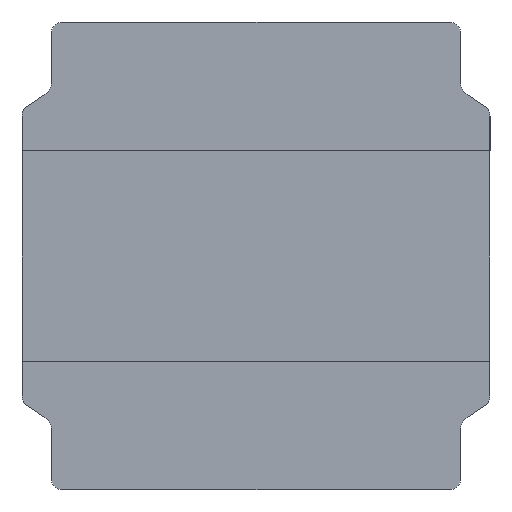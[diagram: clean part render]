
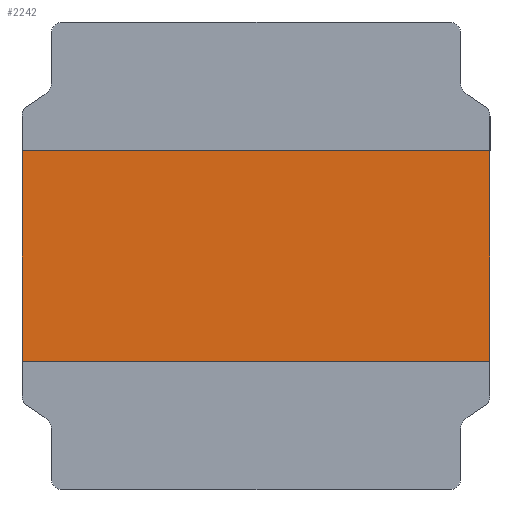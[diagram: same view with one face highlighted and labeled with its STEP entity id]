
A CAD part, front view. The second image highlights one B-rep face of the part: STEP entity #2242.
In plain terms, the highlighted planar face has unit normal (0, -1, 0).
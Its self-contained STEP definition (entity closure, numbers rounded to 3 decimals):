
#41 = CARTESIAN_POINT ( 'NONE',  ( -3.759, 0.1, -0.9 ) ) ;
#223 = LINE ( 'NONE', #361, #3592 ) ;
#361 = CARTESIAN_POINT ( 'NONE',  ( -3.759, 0.1, 0.9 ) ) ;
#479 = DIRECTION ( 'NONE',  ( 1., 0., 0. ) ) ;
#489 = CARTESIAN_POINT ( 'NONE',  ( -2., 0.1, -0.9 ) ) ;
#628 = CARTESIAN_POINT ( 'NONE',  ( 2., 0.1, -0.9 ) ) ;
#674 = DIRECTION ( 'NONE',  ( 0., -1., 0. ) ) ;
#793 = CARTESIAN_POINT ( 'NONE',  ( 2., 0.1, -1.25 ) ) ;
#796 = ORIENTED_EDGE ( 'NONE', *, *, #1426, .T. ) ;
#1262 = VERTEX_POINT ( 'NONE', #2432 ) ;
#1426 = EDGE_CURVE ( 'NONE', #1262, #1839, #1700, .T. ) ;
#1699 = EDGE_CURVE ( 'NONE', #4397, #1262, #223, .T. ) ;
#1700 = LINE ( 'NONE', #2518, #2060 ) ;
#1839 = VERTEX_POINT ( 'NONE', #489 ) ;
#2060 = VECTOR ( 'NONE', #2540, 1000. ) ;
#2143 = EDGE_LOOP ( 'NONE', ( #796, #2520, #4973, #5384 ) ) ;
#2206 = VERTEX_POINT ( 'NONE', #628 ) ;
#2242 = ADVANCED_FACE ( 'NONE', ( #3446 ), #3356, .T. ) ;
#2432 = CARTESIAN_POINT ( 'NONE',  ( -2., 0.1, 0.9 ) ) ;
#2518 = CARTESIAN_POINT ( 'NONE',  ( -2., 0.1, 1.25 ) ) ;
#2520 = ORIENTED_EDGE ( 'NONE', *, *, #3620, .T. ) ;
#2540 = DIRECTION ( 'NONE',  ( 0., 0., -1. ) ) ;
#2566 = EDGE_CURVE ( 'NONE', #2206, #4397, #5501, .T. ) ;
#3271 = LINE ( 'NONE', #41, #5471 ) ;
#3356 = PLANE ( 'NONE',  #4362 ) ;
#3446 = FACE_OUTER_BOUND ( 'NONE', #2143, .T. ) ;
#3592 = VECTOR ( 'NONE', #4419, 1000. ) ;
#3620 = EDGE_CURVE ( 'NONE', #1839, #2206, #3271, .T. ) ;
#3803 = DIRECTION ( 'NONE',  ( 0., 0., -1. ) ) ;
#4362 = AXIS2_PLACEMENT_3D ( 'NONE', #5481, #674, #3803 ) ;
#4397 = VERTEX_POINT ( 'NONE', #5172 ) ;
#4419 = DIRECTION ( 'NONE',  ( -1., 0., 0. ) ) ;
#4612 = VECTOR ( 'NONE', #5676, 1000. ) ;
#4973 = ORIENTED_EDGE ( 'NONE', *, *, #2566, .T. ) ;
#5172 = CARTESIAN_POINT ( 'NONE',  ( 2., 0.1, 0.9 ) ) ;
#5384 = ORIENTED_EDGE ( 'NONE', *, *, #1699, .T. ) ;
#5471 = VECTOR ( 'NONE', #479, 1000. ) ;
#5481 = CARTESIAN_POINT ( 'NONE',  ( 0., 0.1, 0. ) ) ;
#5501 = LINE ( 'NONE', #793, #4612 ) ;
#5676 = DIRECTION ( 'NONE',  ( 0., 0., 1. ) ) ;
